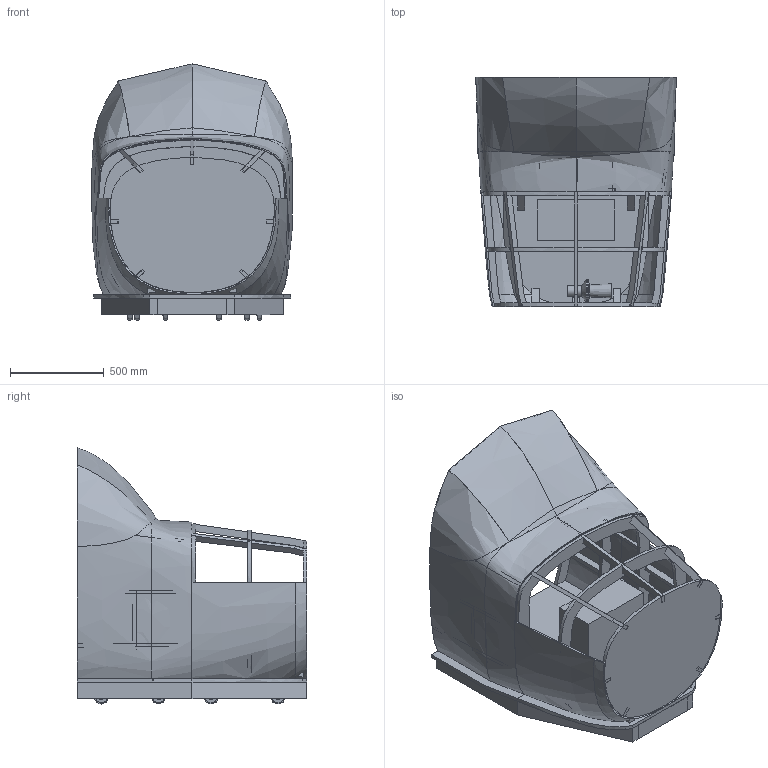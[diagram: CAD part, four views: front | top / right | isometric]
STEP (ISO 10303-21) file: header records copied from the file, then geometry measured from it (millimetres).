
FILE_DESCRIPTION(/* description */ (''),/* implementation_level */ '2;1');
FILE_NAME(/* name */ '0-0 Complete 172 Assy_v15.step',/* time_stamp */ '2021-07-04T12:18:44-06:00',/* author */ (''),/* organization */ (''),/* preprocessor_version */ 'ST-DEVELOPER v18.1',/* originating_system */ 'Autodesk Translation Framework v10.9.0.1377',/* authorisation */ '');
FILE_SCHEMA (('AUTOMOTIVE_DESIGN { 1 0 10303 214 3 1 1 }'));
Products named in the file (25): 0-0 Complete 172 Assy; 2-0-000 Full Assembly Section 2; 2-1-100 Full Shell; 2-1-100 Structure; 2-1-200 Wooden Base; 1-1 Shell Complete Assy_2358T53; 2-1-300 Instrument Panel; 2-1-400 Instrument Panel Support; Hardware; 2-1-500 Windshield; 1-0 Full Section 1 Assy; 1-5-000 PC; PC; 1-1 Shell Complete Assy; 1-1-100 Structure Geometry; Ribs; Stringers; Sheathing; Support Blocks; 1-1-200 Floor Assy; 1-1-202 Wheel Spacers; 1-1-203 Wheels; 2358T53; 1-1 Wood; Harbor Freight Awooga Horn
Assembly tree (30 placements, depth 6):
  0-0 Complete 172 Assy
    2-0-000 Full Assembly Section 2
      2-1-100 Full Shell
        2-1-100 Structure
        2-1-200 Wooden Base
          1-1 Shell Complete Assy_2358T53  x4
        2-1-300 Instrument Panel
        2-1-400 Instrument Panel Support
          Hardware
        2-1-500 Windshield
    1-0 Full Section 1 Assy
      1-5-000 PC
        PC
      1-1 Shell Complete Assy
        1-1-100 Structure Geometry
          Ribs
          Stringers
          Sheathing
          Support Blocks
        1-1-200 Floor Assy
          1-1-202 Wheel Spacers
          1-1-203 Wheels
            2358T53  x4
          1-1 Wood
      Harbor Freight Awooga Horn
Bounding box: 1066.74 x 1219.2 x 1363.89 mm (x, y, z)
Volume: 151980144.1 mm3; surface area: 16964011.3 mm2
Topology: 81 solids, 81 shells, 1988 faces, 4982 edges, 3218 vertices
Faces by surface type: plane 1052, cylinder 574, bspline 209, cone 125, torus 24, sphere 4
Full cylindrical faces by diameter (mm): 2.218 x2, 3.55 x20, 3.56 x4, 4 x109, 4.2 x16, 4.223 x4, 4.5 x12, 4.762 x32, 4.826 x1, 5.2 x20, 6.35 x1, 7 x1, 7.15 x16, 7.5 x2, 9.728 x6, 11.8 x15, 13.487 x4, 18.999 x4, 24.994 x1, 25 x2, 35.338 x8, 56.735 x5, 57.15 x1, 60.655 x16, 79 x5, 79.316 x1, 84.396 x1, 121.92 x1, 127 x2
Entity records: 61428 total; most frequent: CARTESIAN_POINT 26087, ORIENTED_EDGE 7216, DIRECTION 6666, EDGE_CURVE 3608, VERTEX_POINT 2378, AXIS2_PLACEMENT_3D 2256, LINE 2154, VECTOR 2154
